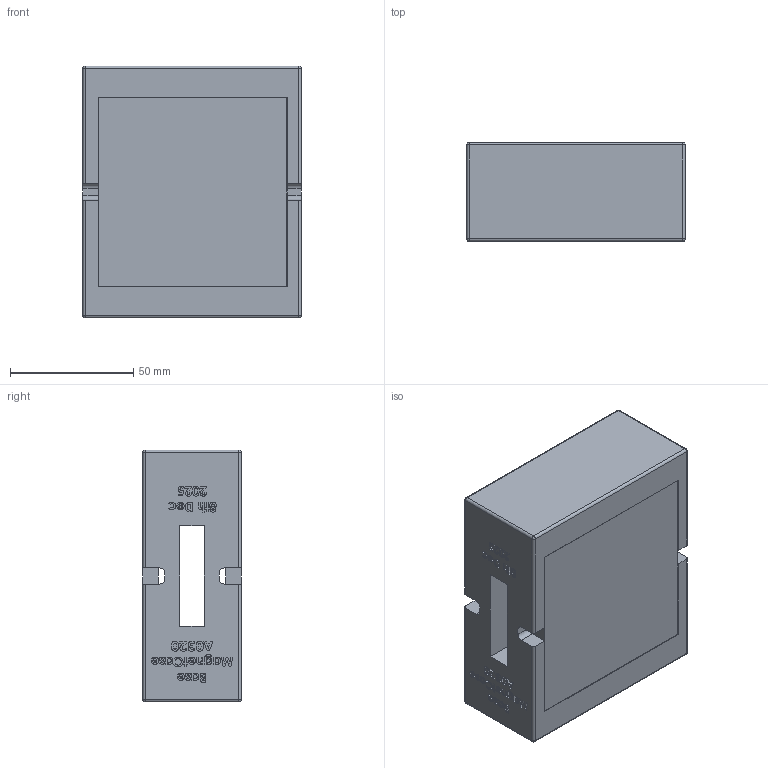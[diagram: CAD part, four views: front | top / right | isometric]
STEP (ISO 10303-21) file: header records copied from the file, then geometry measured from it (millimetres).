
FILE_DESCRIPTION(/* description */ (''),/* implementation_level */ '2;1');
FILE_NAME(/* name */ 'A320_Case_Assembly.stp',/* time_stamp */ '2025-12-08T18:14:19-05:00',/* author */ ('SCANTURK'),/* organization */ (''),/* preprocessor_version */ 'ST-DEVELOPER v20.1',/* originating_system */ 'Autodesk Inventor 2026',/* authorisation */ '');
FILE_SCHEMA (('AUTOMOTIVE_DESIGN { 1 0 10303 214 3 1 1 }'));
Length unit declared in the file: millimetre
Products named in the file (3): Magnet_Assembly; Base_Casing_A0645_v2; Sample_magnet_3_3_0.25
Assembly tree (3 placements, depth 2):
  Magnet_Assembly
    Base_Casing_A0645_v2
    Sample_magnet_3_3_0.25  x2
Bounding box: 88.5 x 40 x 102 mm (x, y, z)
Volume: 250748.3 mm3; surface area: 76468.7 mm2
Topology: 3 solids, 3 shells, 524 faces, 1392 edges, 921 vertices
Faces by surface type: plane 253, bspline 239, cylinder 24, sphere 8
Entity records: 17951 total; most frequent: CARTESIAN_POINT 6531, ORIENTED_EDGE 2760, DIRECTION 1520, EDGE_CURVE 1380, VERTEX_POINT 912, LINE 854, VECTOR 854, EDGE_LOOP 566
